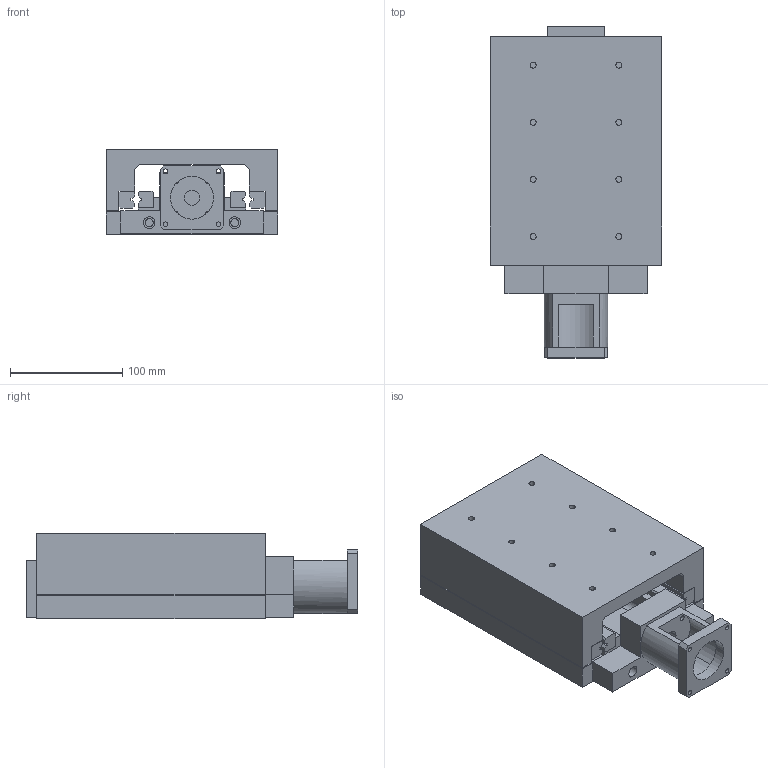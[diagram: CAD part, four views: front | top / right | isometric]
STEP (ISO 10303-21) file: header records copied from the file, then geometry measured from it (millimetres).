
FILE_DESCRIPTION((''),'2;1');
FILE_NAME('MLP6-8-4.stp','2003-11-19T00:01:32',('Raul'),(''),'Autodesk Inventor (tm) 5.3','Autodesk Inventor (tm) 5.3','');
FILE_SCHEMA(('CONFIG_CONTROL_DESIGN'));
Length unit declared in the file: inch
Products named in the file (10): MLP6-8-4; MLP6-8-4 PART1; MLP6-8-4 TOP-PLATE; MLP6-8-4 RAIL-1; MLP6-8-4 RAIL-2; MLP6-8-4 RAIL-3; MLP6-8-4 RAIL-4; MLP6-8-4 END-PLATE-A; MLP6-8-4 ~~MTRBRKT23; MLP6-8-4 END-PLATE-B
Assembly tree (9 placements, depth 2):
  MLP6-8-4
    MLP6-8-4 PART1
    MLP6-8-4 TOP-PLATE
    MLP6-8-4 RAIL-1
    MLP6-8-4 RAIL-2
    MLP6-8-4 RAIL-3
    MLP6-8-4 RAIL-4
    MLP6-8-4 END-PLATE-A
    MLP6-8-4 ~~MTRBRKT23
    MLP6-8-4 END-PLATE-B
Bounding box: 152.3 x 295.27 x 76.2 mm (x, y, z)
Volume: 1709029.4 mm3; surface area: 297854.4 mm2
Topology: 9 solids, 9 shells, 219 faces, 574 edges, 375 vertices
Faces by surface type: plane 127, bspline 76, cylinder 16
Entity records: 9014 total; most frequent: CARTESIAN_POINT 2387, ORIENTED_EDGE 1132, DIRECTION 1049, EDGE_CURVE 566, VECTOR 407, LINE 407, VERTEX_POINT 375, AXIS2_PLACEMENT_3D 321
